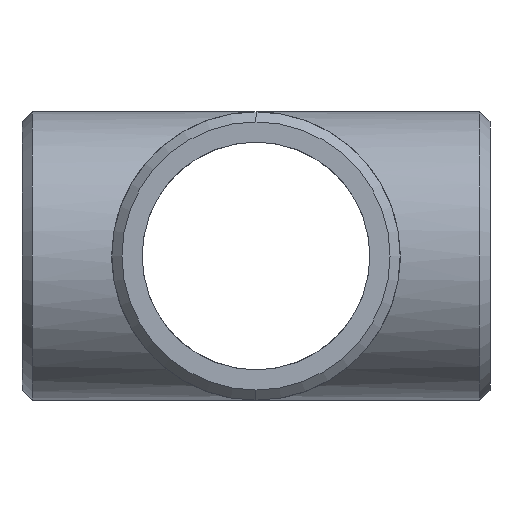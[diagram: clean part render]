
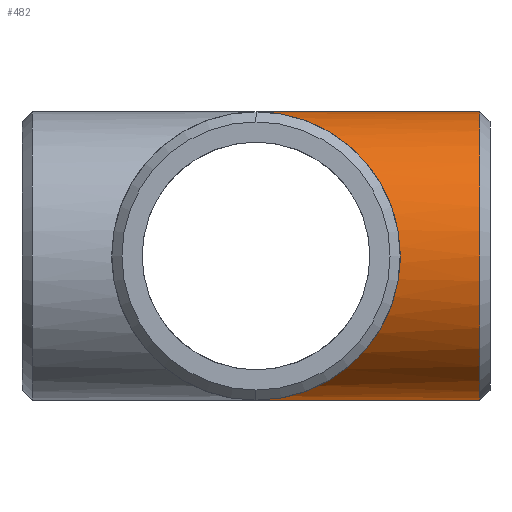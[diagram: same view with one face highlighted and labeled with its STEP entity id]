
A CAD part, left-side view. The second image highlights one B-rep face of the part: STEP entity #482.
In plain terms, the highlighted cylindrical face has radius 109.537 mm (diameter 219.075 mm), a partial arc.
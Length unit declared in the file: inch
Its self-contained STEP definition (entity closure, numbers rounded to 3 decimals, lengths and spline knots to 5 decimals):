
#16 = EDGE_CURVE ( 'NONE', #310, #249, #283, .T. ) ;
#25 = AXIS2_PLACEMENT_3D ( 'NONE', #784, #212, #463 ) ;
#34 = CYLINDRICAL_SURFACE ( 'NONE', #266, 4.3125 ) ;
#38 =( BOUNDED_CURVE ( )  B_SPLINE_CURVE ( 3, ( #591, #44, #521, #771 ),
 .UNSPECIFIED., .F., .T. ) 
 B_SPLINE_CURVE_WITH_KNOTS ( ( 4, 4 ),
 ( 4.71239, 7.85398 ),
 .UNSPECIFIED. ) 
 CURVE ( )  GEOMETRIC_REPRESENTATION_ITEM ( )  RATIONAL_B_SPLINE_CURVE ( ( 1., 0.333, 0.333, 1. ) ) 
 REPRESENTATION_ITEM ( '' )  );
#44 = CARTESIAN_POINT ( 'NONE',  ( -8.625, -8.625, -4.3125 ) ) ;
#81 = EDGE_LOOP ( 'NONE', ( #645, #170, #125, #738 ) ) ;
#91 = FACE_OUTER_BOUND ( 'NONE', #81, .T. ) ;
#104 = LINE ( 'NONE', #636, #627 ) ;
#125 = ORIENTED_EDGE ( 'NONE', *, *, #548, .F. ) ;
#155 = CARTESIAN_POINT ( 'NONE',  ( 0., -7., 0. ) ) ;
#170 = ORIENTED_EDGE ( 'NONE', *, *, #773, .T. ) ;
#212 = DIRECTION ( 'NONE',  ( 0., 1., 0. ) ) ;
#249 = VERTEX_POINT ( 'NONE', #429 ) ;
#266 = AXIS2_PLACEMENT_3D ( 'NONE', #155, #469, #336 ) ;
#283 = CIRCLE ( 'NONE', #25, 4.3125 ) ;
#310 = VERTEX_POINT ( 'NONE', #754 ) ;
#334 = VERTEX_POINT ( 'NONE', #555 ) ;
#336 = DIRECTION ( 'NONE',  ( 0., 0., -1. ) ) ;
#407 = VERTEX_POINT ( 'NONE', #614 ) ;
#414 = VECTOR ( 'NONE', #505, 39.37008 ) ;
#429 = CARTESIAN_POINT ( 'NONE',  ( 0., -6.698, 4.3125 ) ) ;
#459 = EDGE_CURVE ( 'NONE', #310, #334, #104, .T. ) ;
#463 = DIRECTION ( 'NONE',  ( 0., 0., -1. ) ) ;
#469 = DIRECTION ( 'NONE',  ( 0., 1., 0. ) ) ;
#482 = ADVANCED_FACE ( 'NONE', ( #91 ), #34, .T. ) ;
#505 = DIRECTION ( 'NONE',  ( 0., 1., 0. ) ) ;
#521 = CARTESIAN_POINT ( 'NONE',  ( -8.625, -8.625, 4.3125 ) ) ;
#548 = EDGE_CURVE ( 'NONE', #334, #407, #38, .T. ) ;
#555 = CARTESIAN_POINT ( 'NONE',  ( 0., 0., -4.3125 ) ) ;
#557 = CARTESIAN_POINT ( 'NONE',  ( 0., -7., 4.3125 ) ) ;
#576 = DIRECTION ( 'NONE',  ( 0., 1., 0. ) ) ;
#591 = CARTESIAN_POINT ( 'NONE',  ( 0., 0., -4.3125 ) ) ;
#614 = CARTESIAN_POINT ( 'NONE',  ( 0., 0., 4.3125 ) ) ;
#627 = VECTOR ( 'NONE', #576, 39.37008 ) ;
#636 = CARTESIAN_POINT ( 'NONE',  ( 0., -7., -4.3125 ) ) ;
#645 = ORIENTED_EDGE ( 'NONE', *, *, #16, .T. ) ;
#738 = ORIENTED_EDGE ( 'NONE', *, *, #459, .F. ) ;
#749 = LINE ( 'NONE', #557, #414 ) ;
#754 = CARTESIAN_POINT ( 'NONE',  ( 0., -6.698, -4.3125 ) ) ;
#771 = CARTESIAN_POINT ( 'NONE',  ( 0., 0., 4.3125 ) ) ;
#773 = EDGE_CURVE ( 'NONE', #249, #407, #749, .T. ) ;
#784 = CARTESIAN_POINT ( 'NONE',  ( 0., -6.698, 0. ) ) ;
